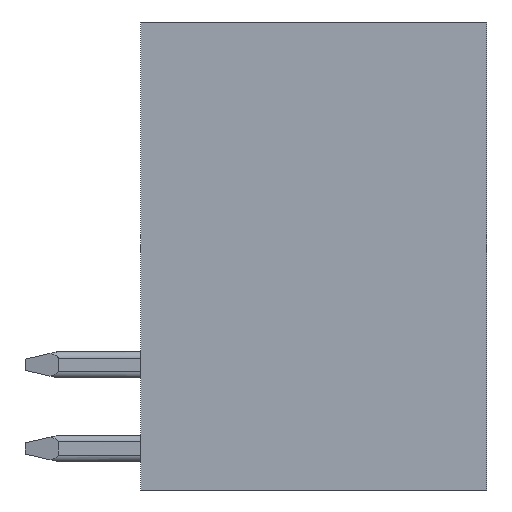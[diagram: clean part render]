
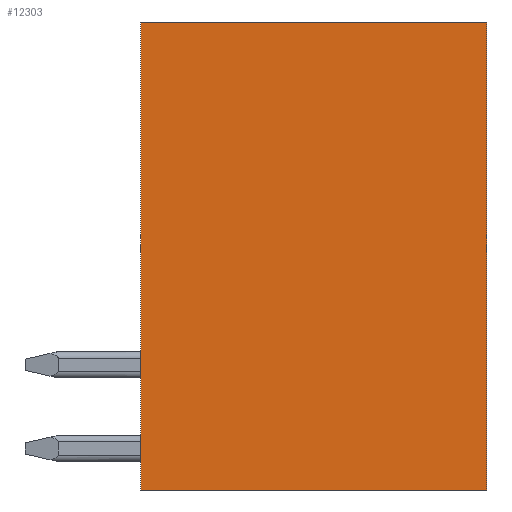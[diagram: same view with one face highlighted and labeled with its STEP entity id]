
A CAD part, front view. The second image highlights one B-rep face of the part: STEP entity #12303.
In plain terms, the highlighted planar face has unit normal (0, -1, 0).
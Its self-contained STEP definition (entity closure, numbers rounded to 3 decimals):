
#2972=DIRECTION('',(-1.,0.,0.));
#2973=VECTOR('',#2972,10.5);
#2974=CARTESIAN_POINT('',(5.25,-17.49,7.1));
#2975=LINE('',#2974,#2973);
#2976=DIRECTION('',(0.,0.,1.));
#2977=VECTOR('',#2976,14.2);
#2978=CARTESIAN_POINT('',(5.25,-17.49,-7.1));
#2979=LINE('',#2978,#2977);
#2980=DIRECTION('',(1.,0.,0.));
#2981=VECTOR('',#2980,10.5);
#2982=CARTESIAN_POINT('',(-5.25,-17.49,-7.1));
#2983=LINE('',#2982,#2981);
#2984=DIRECTION('',(0.,0.,-1.));
#2985=VECTOR('',#2984,14.2);
#2986=CARTESIAN_POINT('',(-5.25,-17.49,7.1));
#2987=LINE('',#2986,#2985);
#7259=CARTESIAN_POINT('',(5.25,-17.49,7.1));
#7260=CARTESIAN_POINT('',(-5.25,-17.49,7.1));
#7261=VERTEX_POINT('',#7259);
#7262=VERTEX_POINT('',#7260);
#7263=CARTESIAN_POINT('',(-5.25,-17.49,-7.1));
#7264=VERTEX_POINT('',#7263);
#7265=CARTESIAN_POINT('',(5.25,-17.49,-7.1));
#7266=VERTEX_POINT('',#7265);
#12292=CARTESIAN_POINT('',(0.,-17.49,0.));
#12293=DIRECTION('',(0.,-1.,0.));
#12294=DIRECTION('',(0.,0.,-1.));
#12295=AXIS2_PLACEMENT_3D('',#12292,#12293,#12294);
#12296=PLANE('',#12295);
#12297=ORIENTED_EDGE('',*,*,#12108,.F.);
#12298=ORIENTED_EDGE('',*,*,#12165,.F.);
#12299=ORIENTED_EDGE('',*,*,#12284,.F.);
#12300=ORIENTED_EDGE('',*,*,#8914,.F.);
#12301=EDGE_LOOP('',(#12297,#12298,#12299,#12300));
#12302=FACE_OUTER_BOUND('',#12301,.F.);
#12303=ADVANCED_FACE('',(#12302),#12296,.T.);
#8914=EDGE_CURVE('',#7262,#7264,#2987,.T.);
#12108=EDGE_CURVE('',#7261,#7262,#2975,.T.);
#12165=EDGE_CURVE('',#7266,#7261,#2979,.T.);
#12284=EDGE_CURVE('',#7264,#7266,#2983,.T.);
